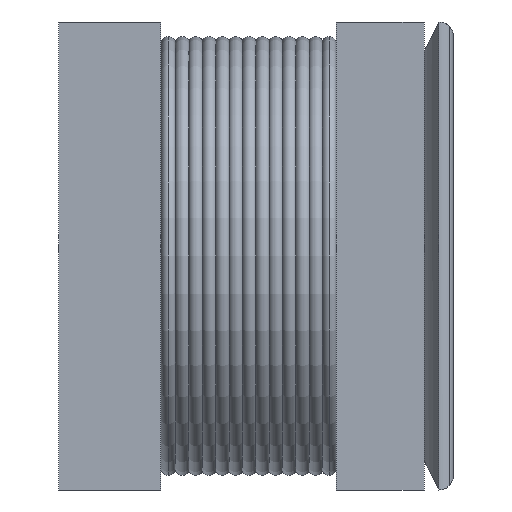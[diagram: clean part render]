
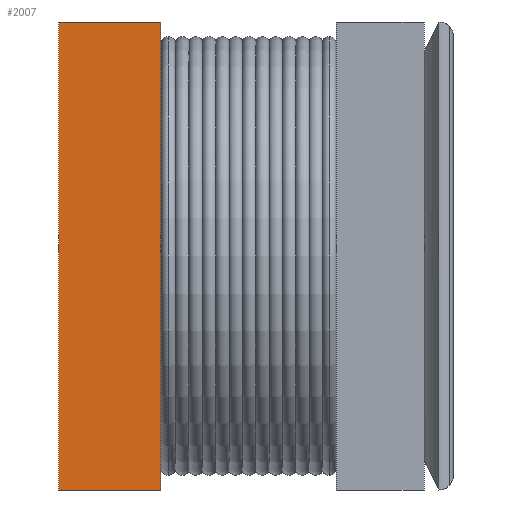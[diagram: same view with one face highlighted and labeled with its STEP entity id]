
A CAD part, left-side view. The second image highlights one B-rep face of the part: STEP entity #2007.
In plain terms, the highlighted planar face has unit normal (-1, 0, 0).
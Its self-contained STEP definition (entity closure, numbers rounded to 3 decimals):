
#26 = LINE ( 'NONE', #997, #1849 ) ;
#42 = CARTESIAN_POINT ( 'NONE',  ( -1.85, 2.6, -1.6 ) ) ;
#47 = DIRECTION ( 'NONE',  ( 0., 0., 1. ) ) ;
#48 = VERTEX_POINT ( 'NONE', #42 ) ;
#116 = DIRECTION ( 'NONE',  ( 0., 0., 1. ) ) ;
#118 = ORIENTED_EDGE ( 'NONE', *, *, #1050, .F. ) ;
#128 = AXIS2_PLACEMENT_3D ( 'NONE', #3114, #3098, #116 ) ;
#136 = EDGE_CURVE ( 'NONE', #815, #3034, #636, .T. ) ;
#184 = EDGE_LOOP ( 'NONE', ( #3239, #3617, #3149, #118 ) ) ;
#592 = VECTOR ( 'NONE', #1228, 1000. ) ;
#636 = LINE ( 'NONE', #960, #592 ) ;
#664 = CARTESIAN_POINT ( 'NONE',  ( -1.85, 2.6, 1.6 ) ) ;
#706 = PLANE ( 'NONE',  #128 ) ;
#813 = LINE ( 'NONE', #3537, #2825 ) ;
#815 = VERTEX_POINT ( 'NONE', #3484 ) ;
#960 = CARTESIAN_POINT ( 'NONE',  ( -1.85, 1.9, 1.6 ) ) ;
#997 = CARTESIAN_POINT ( 'NONE',  ( -1.85, 1.9, -1.6 ) ) ;
#1025 = EDGE_CURVE ( 'NONE', #48, #3034, #2147, .T. ) ;
#1050 = EDGE_CURVE ( 'NONE', #2105, #48, #26, .T. ) ;
#1228 = DIRECTION ( 'NONE',  ( 0., 1., 0. ) ) ;
#1572 = DIRECTION ( 'NONE',  ( 0., 1., 0. ) ) ;
#1849 = VECTOR ( 'NONE', #1572, 1000. ) ;
#2007 = ADVANCED_FACE ( 'NONE', ( #3436 ), #706, .T. ) ;
#2105 = VERTEX_POINT ( 'NONE', #2621 ) ;
#2147 = LINE ( 'NONE', #664, #2989 ) ;
#2523 = CARTESIAN_POINT ( 'NONE',  ( -1.85, 2.6, 1.6 ) ) ;
#2605 = DIRECTION ( 'NONE',  ( 0., 0., -1. ) ) ;
#2621 = CARTESIAN_POINT ( 'NONE',  ( -1.85, 1.9, -1.6 ) ) ;
#2825 = VECTOR ( 'NONE', #2605, 1000. ) ;
#2989 = VECTOR ( 'NONE', #47, 1000. ) ;
#3034 = VERTEX_POINT ( 'NONE', #2523 ) ;
#3098 = DIRECTION ( 'NONE',  ( -1., 0., 0. ) ) ;
#3114 = CARTESIAN_POINT ( 'NONE',  ( -1.85, 1.9, -1.6 ) ) ;
#3149 = ORIENTED_EDGE ( 'NONE', *, *, #1025, .F. ) ;
#3206 = EDGE_CURVE ( 'NONE', #815, #2105, #813, .T. ) ;
#3239 = ORIENTED_EDGE ( 'NONE', *, *, #3206, .F. ) ;
#3436 = FACE_OUTER_BOUND ( 'NONE', #184, .T. ) ;
#3484 = CARTESIAN_POINT ( 'NONE',  ( -1.85, 1.9, 1.6 ) ) ;
#3537 = CARTESIAN_POINT ( 'NONE',  ( -1.85, 1.9, 1.6 ) ) ;
#3617 = ORIENTED_EDGE ( 'NONE', *, *, #136, .T. ) ;
